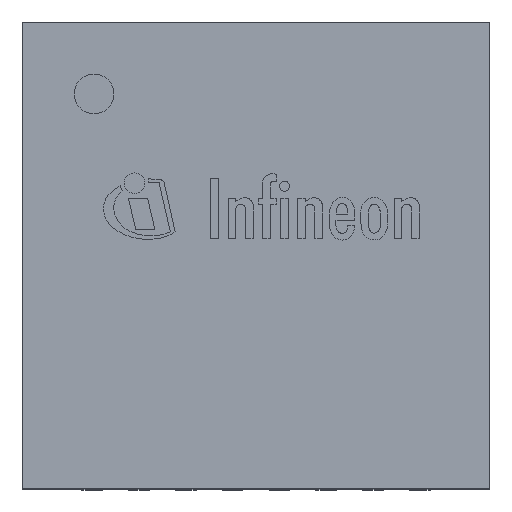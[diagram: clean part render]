
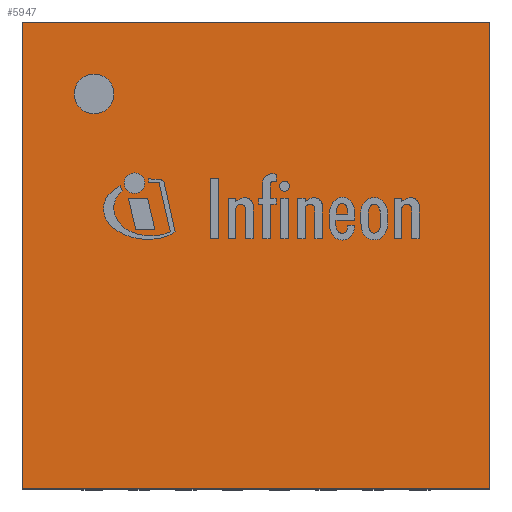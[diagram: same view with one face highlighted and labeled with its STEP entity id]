
A CAD part, top view. The second image highlights one B-rep face of the part: STEP entity #5947.
In plain terms, the highlighted planar face has unit normal (0, 0, 1).
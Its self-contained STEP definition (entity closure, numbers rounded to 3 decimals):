
#183=LINE('',#8533,#882);
#187=LINE('',#8541,#886);
#190=LINE('',#8547,#889);
#193=LINE('',#8552,#892);
#882=VECTOR('',#6878,1.);
#886=VECTOR('',#6884,1.);
#889=VECTOR('',#6889,1.);
#892=VECTOR('',#6894,1.);
#1587=PLANE('',#6397);
#1904=FACE_BOUND('',#2313,.T.);
#1919=FACE_OUTER_BOUND('',#2312,.T.);
#2312=EDGE_LOOP('',(#4233,#4234,#4235,#4236));
#2313=EDGE_LOOP('',(#4237));
#2705=CIRCLE('',#6389,0.213);
#2809=VERTEX_POINT('',#8525);
#2811=VERTEX_POINT('',#8531);
#2812=VERTEX_POINT('',#8532);
#2815=VERTEX_POINT('',#8540);
#2817=VERTEX_POINT('',#8546);
#3371=EDGE_CURVE('',#2809,#2809,#2705,.T.);
#3373=EDGE_CURVE('',#2811,#2812,#183,.T.);
#3377=EDGE_CURVE('',#2815,#2811,#187,.T.);
#3380=EDGE_CURVE('',#2817,#2815,#190,.T.);
#3383=EDGE_CURVE('',#2812,#2817,#193,.T.);
#4233=ORIENTED_EDGE('',*,*,#3383,.F.);
#4234=ORIENTED_EDGE('',*,*,#3373,.F.);
#4235=ORIENTED_EDGE('',*,*,#3377,.F.);
#4236=ORIENTED_EDGE('',*,*,#3380,.F.);
#4237=ORIENTED_EDGE('',*,*,#3371,.T.);
#5947=ADVANCED_FACE('',(#1919,#1904),#1587,.T.);
#6389=AXIS2_PLACEMENT_3D('',#8526,#6870,#6871);
#6397=AXIS2_PLACEMENT_3D('',#8555,#6898,#6899);
#6870=DIRECTION('center_axis',(0.,0.,-1.));
#6871=DIRECTION('ref_axis',(-1.,0.,0.));
#6878=DIRECTION('',(0.,1.,0.));
#6884=DIRECTION('',(-1.,0.,0.));
#6889=DIRECTION('',(0.,-1.,0.));
#6894=DIRECTION('',(1.,0.,0.));
#6898=DIRECTION('center_axis',(0.,0.,1.));
#6899=DIRECTION('ref_axis',(1.,0.,0.));
#8525=CARTESIAN_POINT('',(-1.517,1.73,1.));
#8526=CARTESIAN_POINT('Origin',(-1.73,1.73,1.));
#8531=CARTESIAN_POINT('',(-2.49,-2.49,1.));
#8532=CARTESIAN_POINT('',(-2.49,2.49,1.));
#8533=CARTESIAN_POINT('',(-2.49,-2.49,1.));
#8540=CARTESIAN_POINT('',(2.49,-2.49,1.));
#8541=CARTESIAN_POINT('',(2.49,-2.49,1.));
#8546=CARTESIAN_POINT('',(2.49,2.49,1.));
#8547=CARTESIAN_POINT('',(2.49,2.49,1.));
#8552=CARTESIAN_POINT('',(-2.49,2.49,1.));
#8555=CARTESIAN_POINT('Origin',(0.,0.,1.));
